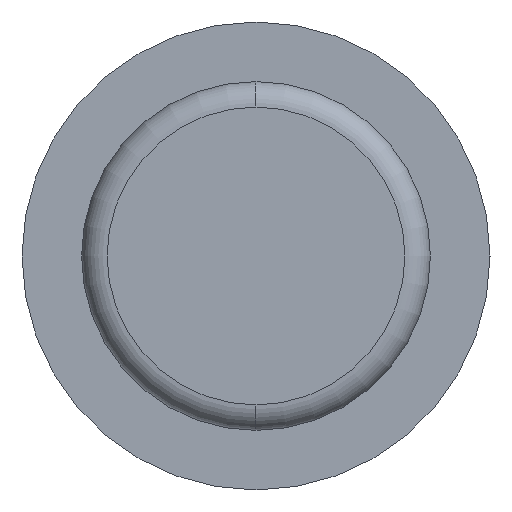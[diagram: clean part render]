
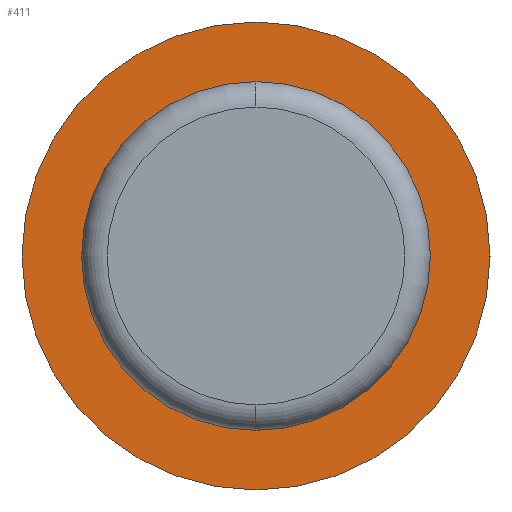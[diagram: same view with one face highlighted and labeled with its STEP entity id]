
A CAD part, left-side view. The second image highlights one B-rep face of the part: STEP entity #411.
In plain terms, the highlighted planar face has unit normal (-1, 0, 0).
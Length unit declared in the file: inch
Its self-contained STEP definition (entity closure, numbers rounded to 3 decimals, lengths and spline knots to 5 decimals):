
#4 = CARTESIAN_POINT ( 'NONE',  ( 6.86832, 6.05561, 0. ) ) ;
#12 = ORIENTED_EDGE ( 'NONE', *, *, #243, .T. ) ;
#33 = PLANE ( 'NONE',  #452 ) ;
#40 = AXIS2_PLACEMENT_3D ( 'NONE', #480, #77, #242 ) ;
#42 = CARTESIAN_POINT ( 'NONE',  ( 6.86832, 6.05561, 0. ) ) ;
#69 = FACE_BOUND ( 'NONE', #446, .T. ) ;
#77 = DIRECTION ( 'NONE',  ( -1., 0., 0. ) ) ;
#82 = VERTEX_POINT ( 'NONE', #112 ) ;
#97 = AXIS2_PLACEMENT_3D ( 'NONE', #4, #167, #279 ) ;
#112 = CARTESIAN_POINT ( 'NONE',  ( 6.86832, 6.05561, 0.055 ) ) ;
#114 = CARTESIAN_POINT ( 'NONE',  ( 6.86832, 6.05561, 0. ) ) ;
#161 = VERTEX_POINT ( 'NONE', #234 ) ;
#167 = DIRECTION ( 'NONE',  ( -1., 0., 0. ) ) ;
#168 = ORIENTED_EDGE ( 'NONE', *, *, #201, .F. ) ;
#174 = EDGE_CURVE ( 'NONE', #227, #161, #209, .T. ) ;
#200 = CARTESIAN_POINT ( 'NONE',  ( 6.86832, 6.09061, 0. ) ) ;
#201 = EDGE_CURVE ( 'NONE', #161, #227, #401, .T. ) ;
#209 = CIRCLE ( 'NONE', #487, 0.035 ) ;
#214 = DIRECTION ( 'NONE',  ( -1., 0., 0. ) ) ;
#227 = VERTEX_POINT ( 'NONE', #252 ) ;
#234 = CARTESIAN_POINT ( 'NONE',  ( 6.86832, 6.05561, 0.035 ) ) ;
#238 = FACE_OUTER_BOUND ( 'NONE', #371, .T. ) ;
#242 = DIRECTION ( 'NONE',  ( 0., 0., 1. ) ) ;
#243 = EDGE_CURVE ( 'NONE', #375, #82, #408, .T. ) ;
#252 = CARTESIAN_POINT ( 'NONE',  ( 6.86832, 6.05561, -0.035 ) ) ;
#273 = DIRECTION ( 'NONE',  ( -1., 0., 0. ) ) ;
#279 = DIRECTION ( 'NONE',  ( 0., 0., 1. ) ) ;
#288 = DIRECTION ( 'NONE',  ( 0., 0., 1. ) ) ;
#303 = DIRECTION ( 'NONE',  ( 0., 0., 1. ) ) ;
#313 = DIRECTION ( 'NONE',  ( 0., 0., -1. ) ) ;
#320 = ORIENTED_EDGE ( 'NONE', *, *, #472, .T. ) ;
#350 = DIRECTION ( 'NONE',  ( 1., 0., 0. ) ) ;
#367 = AXIS2_PLACEMENT_3D ( 'NONE', #42, #214, #288 ) ;
#371 = EDGE_LOOP ( 'NONE', ( #320, #12 ) ) ;
#375 = VERTEX_POINT ( 'NONE', #470 ) ;
#382 = ORIENTED_EDGE ( 'NONE', *, *, #174, .F. ) ;
#401 = CIRCLE ( 'NONE', #97, 0.035 ) ;
#408 = CIRCLE ( 'NONE', #367, 0.055 ) ;
#411 = ADVANCED_FACE ( 'NONE', ( #69, #238 ), #33, .F. ) ;
#446 = EDGE_LOOP ( 'NONE', ( #168, #382 ) ) ;
#452 = AXIS2_PLACEMENT_3D ( 'NONE', #200, #350, #313 ) ;
#467 = CIRCLE ( 'NONE', #40, 0.055 ) ;
#470 = CARTESIAN_POINT ( 'NONE',  ( 6.86832, 6.05561, -0.055 ) ) ;
#472 = EDGE_CURVE ( 'NONE', #82, #375, #467, .T. ) ;
#480 = CARTESIAN_POINT ( 'NONE',  ( 6.86832, 6.05561, 0. ) ) ;
#487 = AXIS2_PLACEMENT_3D ( 'NONE', #114, #273, #303 ) ;
